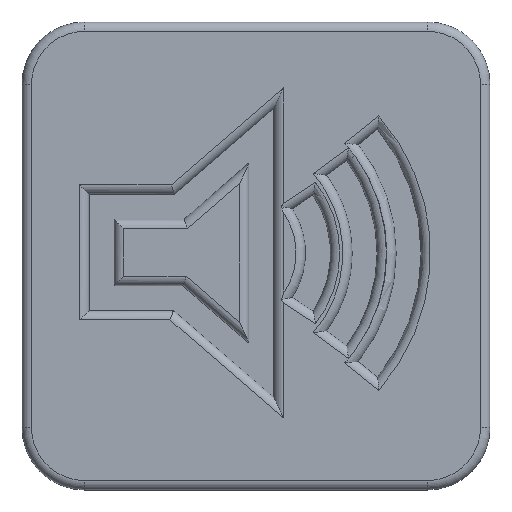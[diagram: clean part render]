
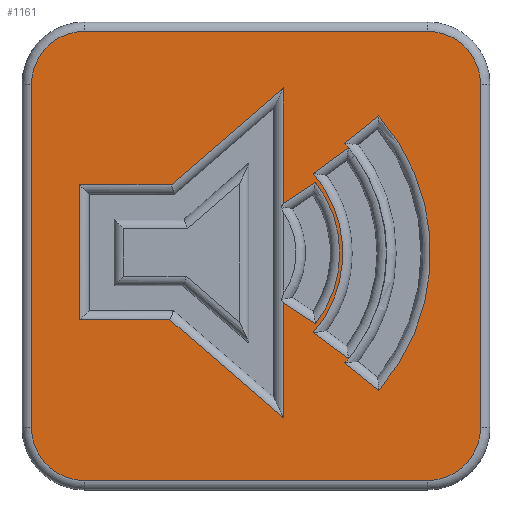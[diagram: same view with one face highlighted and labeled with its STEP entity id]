
A CAD part, top view. The second image highlights one B-rep face of the part: STEP entity #1161.
In plain terms, the highlighted planar face has unit normal (0, 0, 1).
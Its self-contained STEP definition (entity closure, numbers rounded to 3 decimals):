
#33=FACE_BOUND('',#216,.T.);
#34=FACE_BOUND('',#217,.T.);
#37=CIRCLE('',#1245,1.7);
#43=CIRCLE('',#1253,1.7);
#47=CIRCLE('',#1259,1.7);
#51=CIRCLE('',#1265,1.7);
#54=CIRCLE('',#1274,3.692);
#55=CIRCLE('',#1275,3.904);
#56=CIRCLE('',#1276,5.254);
#57=CIRCLE('',#1277,6.654);
#58=CIRCLE('',#1278,5.254);
#94=PLANE('',#1273);
#141=FACE_OUTER_BOUND('',#215,.T.);
#215=EDGE_LOOP('',(#851,#852,#853,#854,#855,#856,#857,#858));
#216=EDGE_LOOP('',(#859,#860,#861,#862,#863,#864,#865,#866,#867,#868));
#217=EDGE_LOOP('',(#869,#870,#871,#872,#873,#874,#875,#876));
#304=LINE('',#1782,#404);
#306=LINE('',#1794,#406);
#308=LINE('',#1806,#408);
#309=LINE('',#1814,#409);
#318=LINE('',#1837,#418);
#319=LINE('',#1839,#419);
#320=LINE('',#1843,#420);
#321=LINE('',#1845,#421);
#322=LINE('',#1847,#422);
#323=LINE('',#1849,#423);
#324=LINE('',#1851,#424);
#325=LINE('',#1853,#425);
#326=LINE('',#1854,#426);
#327=LINE('',#1857,#427);
#328=LINE('',#1861,#428);
#329=LINE('',#1865,#429);
#330=LINE('',#1869,#430);
#404=VECTOR('',#1424,10.);
#406=VECTOR('',#1438,10.);
#408=VECTOR('',#1452,10.);
#409=VECTOR('',#1463,10.);
#418=VECTOR('',#1486,10.);
#419=VECTOR('',#1487,10.);
#420=VECTOR('',#1490,10.);
#421=VECTOR('',#1491,10.);
#422=VECTOR('',#1492,10.);
#423=VECTOR('',#1493,10.);
#424=VECTOR('',#1494,10.);
#425=VECTOR('',#1495,10.);
#426=VECTOR('',#1496,10.);
#427=VECTOR('',#1497,10.);
#428=VECTOR('',#1500,10.);
#429=VECTOR('',#1503,10.);
#430=VECTOR('',#1506,10.);
#501=VERTEX_POINT('',#1770);
#502=VERTEX_POINT('',#1772);
#504=VERTEX_POINT('',#1778);
#506=VERTEX_POINT('',#1784);
#508=VERTEX_POINT('',#1790);
#510=VERTEX_POINT('',#1796);
#512=VERTEX_POINT('',#1802);
#514=VERTEX_POINT('',#1808);
#521=VERTEX_POINT('',#1835);
#522=VERTEX_POINT('',#1836);
#523=VERTEX_POINT('',#1838);
#524=VERTEX_POINT('',#1840);
#525=VERTEX_POINT('',#1842);
#526=VERTEX_POINT('',#1844);
#527=VERTEX_POINT('',#1846);
#528=VERTEX_POINT('',#1848);
#529=VERTEX_POINT('',#1850);
#530=VERTEX_POINT('',#1852);
#531=VERTEX_POINT('',#1855);
#532=VERTEX_POINT('',#1856);
#533=VERTEX_POINT('',#1858);
#534=VERTEX_POINT('',#1860);
#535=VERTEX_POINT('',#1862);
#536=VERTEX_POINT('',#1864);
#537=VERTEX_POINT('',#1866);
#538=VERTEX_POINT('',#1868);
#614=EDGE_CURVE('',#501,#502,#37,.T.);
#619=EDGE_CURVE('',#502,#504,#304,.T.);
#622=EDGE_CURVE('',#504,#506,#43,.T.);
#625=EDGE_CURVE('',#506,#508,#306,.T.);
#628=EDGE_CURVE('',#508,#510,#47,.T.);
#631=EDGE_CURVE('',#510,#512,#308,.T.);
#634=EDGE_CURVE('',#512,#514,#51,.T.);
#635=EDGE_CURVE('',#514,#501,#309,.T.);
#646=EDGE_CURVE('',#521,#522,#318,.T.);
#647=EDGE_CURVE('',#523,#521,#319,.T.);
#648=EDGE_CURVE('',#524,#523,#54,.T.);
#649=EDGE_CURVE('',#525,#524,#320,.T.);
#650=EDGE_CURVE('',#526,#525,#321,.T.);
#651=EDGE_CURVE('',#527,#526,#322,.T.);
#652=EDGE_CURVE('',#528,#527,#323,.T.);
#653=EDGE_CURVE('',#529,#528,#324,.T.);
#654=EDGE_CURVE('',#530,#529,#325,.T.);
#655=EDGE_CURVE('',#522,#530,#326,.T.);
#656=EDGE_CURVE('',#531,#532,#327,.T.);
#657=EDGE_CURVE('',#533,#532,#55,.T.);
#658=EDGE_CURVE('',#533,#534,#328,.T.);
#659=EDGE_CURVE('',#535,#534,#56,.T.);
#660=EDGE_CURVE('',#536,#535,#329,.T.);
#661=EDGE_CURVE('',#537,#536,#57,.T.);
#662=EDGE_CURVE('',#538,#537,#330,.T.);
#663=EDGE_CURVE('',#531,#538,#58,.T.);
#851=ORIENTED_EDGE('',*,*,#614,.F.);
#852=ORIENTED_EDGE('',*,*,#635,.F.);
#853=ORIENTED_EDGE('',*,*,#634,.F.);
#854=ORIENTED_EDGE('',*,*,#631,.F.);
#855=ORIENTED_EDGE('',*,*,#628,.F.);
#856=ORIENTED_EDGE('',*,*,#625,.F.);
#857=ORIENTED_EDGE('',*,*,#622,.F.);
#858=ORIENTED_EDGE('',*,*,#619,.F.);
#859=ORIENTED_EDGE('',*,*,#646,.F.);
#860=ORIENTED_EDGE('',*,*,#647,.F.);
#861=ORIENTED_EDGE('',*,*,#648,.F.);
#862=ORIENTED_EDGE('',*,*,#649,.F.);
#863=ORIENTED_EDGE('',*,*,#650,.F.);
#864=ORIENTED_EDGE('',*,*,#651,.F.);
#865=ORIENTED_EDGE('',*,*,#652,.F.);
#866=ORIENTED_EDGE('',*,*,#653,.F.);
#867=ORIENTED_EDGE('',*,*,#654,.F.);
#868=ORIENTED_EDGE('',*,*,#655,.F.);
#869=ORIENTED_EDGE('',*,*,#656,.T.);
#870=ORIENTED_EDGE('',*,*,#657,.F.);
#871=ORIENTED_EDGE('',*,*,#658,.T.);
#872=ORIENTED_EDGE('',*,*,#659,.F.);
#873=ORIENTED_EDGE('',*,*,#660,.F.);
#874=ORIENTED_EDGE('',*,*,#661,.F.);
#875=ORIENTED_EDGE('',*,*,#662,.F.);
#876=ORIENTED_EDGE('',*,*,#663,.F.);
#1161=ADVANCED_FACE('',(#141,#33,#34),#94,.T.);
#1245=AXIS2_PLACEMENT_3D('',#1773,#1413,#1414);
#1253=AXIS2_PLACEMENT_3D('',#1788,#1431,#1432);
#1259=AXIS2_PLACEMENT_3D('',#1800,#1445,#1446);
#1265=AXIS2_PLACEMENT_3D('',#1812,#1459,#1460);
#1273=AXIS2_PLACEMENT_3D('',#1834,#1484,#1485);
#1274=AXIS2_PLACEMENT_3D('',#1841,#1488,#1489);
#1275=AXIS2_PLACEMENT_3D('',#1859,#1498,#1499);
#1276=AXIS2_PLACEMENT_3D('',#1863,#1501,#1502);
#1277=AXIS2_PLACEMENT_3D('',#1867,#1504,#1505);
#1278=AXIS2_PLACEMENT_3D('',#1870,#1507,#1508);
#1413=DIRECTION('center_axis',(0.,0.,-1.));
#1414=DIRECTION('ref_axis',(0.707,0.707,0.));
#1424=DIRECTION('',(0.,-1.,0.));
#1431=DIRECTION('center_axis',(0.,0.,-1.));
#1432=DIRECTION('ref_axis',(0.707,-0.707,0.));
#1438=DIRECTION('',(-1.,0.,0.));
#1445=DIRECTION('center_axis',(0.,0.,-1.));
#1446=DIRECTION('ref_axis',(-0.707,-0.707,0.));
#1452=DIRECTION('',(0.,1.,0.));
#1459=DIRECTION('center_axis',(0.,0.,-1.));
#1460=DIRECTION('ref_axis',(-0.707,0.707,0.));
#1463=DIRECTION('',(1.,0.,0.));
#1484=DIRECTION('center_axis',(0.,0.,1.));
#1485=DIRECTION('ref_axis',(1.,0.,0.));
#1486=DIRECTION('',(0.,1.,0.));
#1487=DIRECTION('',(-0.836,-0.549,0.));
#1488=DIRECTION('center_axis',(0.,0.,1.));
#1489=DIRECTION('ref_axis',(1.,0.,0.));
#1490=DIRECTION('',(0.836,-0.549,0.));
#1491=DIRECTION('',(0.,1.,0.));
#1492=DIRECTION('',(0.756,-0.654,0.));
#1493=DIRECTION('',(1.,0.,0.));
#1494=DIRECTION('',(0.,-1.,0.));
#1495=DIRECTION('',(-1.,0.,0.));
#1496=DIRECTION('',(-0.756,-0.654,0.));
#1497=DIRECTION('',(-0.805,0.593,0.));
#1498=DIRECTION('center_axis',(0.,0.,-1.));
#1499=DIRECTION('ref_axis',(1.,0.,0.));
#1500=DIRECTION('',(0.805,0.593,0.));
#1501=DIRECTION('center_axis',(0.,0.,-1.));
#1502=DIRECTION('ref_axis',(1.,0.,0.));
#1503=DIRECTION('',(-0.78,-0.626,0.));
#1504=DIRECTION('center_axis',(0.,0.,1.));
#1505=DIRECTION('ref_axis',(1.,0.,0.));
#1506=DIRECTION('',(0.78,-0.626,0.));
#1507=DIRECTION('center_axis',(0.,0.,-1.));
#1508=DIRECTION('ref_axis',(1.,0.,0.));
#1770=CARTESIAN_POINT('',(13.,14.7,0.));
#1772=CARTESIAN_POINT('',(14.7,13.,0.));
#1773=CARTESIAN_POINT('Origin',(13.,13.,0.));
#1778=CARTESIAN_POINT('',(14.7,2.,0.));
#1782=CARTESIAN_POINT('',(14.7,11.25,0.));
#1784=CARTESIAN_POINT('',(13.,0.3,0.));
#1788=CARTESIAN_POINT('Origin',(13.,2.,0.));
#1790=CARTESIAN_POINT('',(2.,0.3,0.));
#1794=CARTESIAN_POINT('',(11.25,0.3,0.));
#1796=CARTESIAN_POINT('',(0.3,2.,0.));
#1800=CARTESIAN_POINT('Origin',(2.,2.,0.));
#1802=CARTESIAN_POINT('',(0.3,13.,0.));
#1806=CARTESIAN_POINT('',(0.3,3.75,0.));
#1808=CARTESIAN_POINT('',(2.,14.7,0.));
#1812=CARTESIAN_POINT('Origin',(2.,13.,0.));
#1814=CARTESIAN_POINT('',(3.75,14.7,0.));
#1834=CARTESIAN_POINT('Origin',(7.5,7.5,0.));
#1835=CARTESIAN_POINT('',(8.373,9.183,0.));
#1836=CARTESIAN_POINT('',(8.373,12.886,0.));
#1837=CARTESIAN_POINT('',(8.373,9.865,0.));
#1838=CARTESIAN_POINT('',(9.405,9.861,0.));
#1839=CARTESIAN_POINT('',(7.743,8.77,0.));
#1840=CARTESIAN_POINT('',(9.405,5.32,0.));
#1841=CARTESIAN_POINT('Origin',(6.493,7.591,0.));
#1842=CARTESIAN_POINT('',(8.373,5.998,0.));
#1843=CARTESIAN_POINT('',(8.119,6.164,0.));
#1844=CARTESIAN_POINT('',(8.373,2.307,0.));
#1845=CARTESIAN_POINT('',(8.373,9.865,0.));
#1846=CARTESIAN_POINT('',(4.743,5.448,0.));
#1847=CARTESIAN_POINT('',(6.591,3.849,0.));
#1848=CARTESIAN_POINT('',(1.85,5.448,0.));
#1849=CARTESIAN_POINT('',(6.177,5.448,0.));
#1850=CARTESIAN_POINT('',(1.85,9.778,0.));
#1851=CARTESIAN_POINT('',(1.85,6.624,0.));
#1852=CARTESIAN_POINT('',(4.78,9.778,0.));
#1853=CARTESIAN_POINT('',(4.825,9.778,0.));
#1854=CARTESIAN_POINT('',(4.952,9.927,0.));
#1855=CARTESIAN_POINT('',(10.461,4.209,0.));
#1856=CARTESIAN_POINT('',(9.334,5.04,0.));
#1857=CARTESIAN_POINT('',(8.599,5.581,0.));
#1858=CARTESIAN_POINT('',(9.334,10.141,0.));
#1859=CARTESIAN_POINT('Origin',(6.379,7.591,0.));
#1860=CARTESIAN_POINT('',(10.461,10.972,0.));
#1861=CARTESIAN_POINT('',(8.234,9.331,0.));
#1862=CARTESIAN_POINT('',(10.342,11.11,0.));
#1863=CARTESIAN_POINT('Origin',(6.44,7.591,0.));
#1864=CARTESIAN_POINT('',(11.434,11.988,0.));
#1865=CARTESIAN_POINT('',(8.717,9.805,0.));
#1866=CARTESIAN_POINT('',(11.434,3.193,0.));
#1867=CARTESIAN_POINT('Origin',(6.44,7.591,0.));
#1868=CARTESIAN_POINT('',(10.342,4.071,0.));
#1869=CARTESIAN_POINT('',(9.073,5.09,0.));
#1870=CARTESIAN_POINT('Origin',(6.44,7.591,0.));
